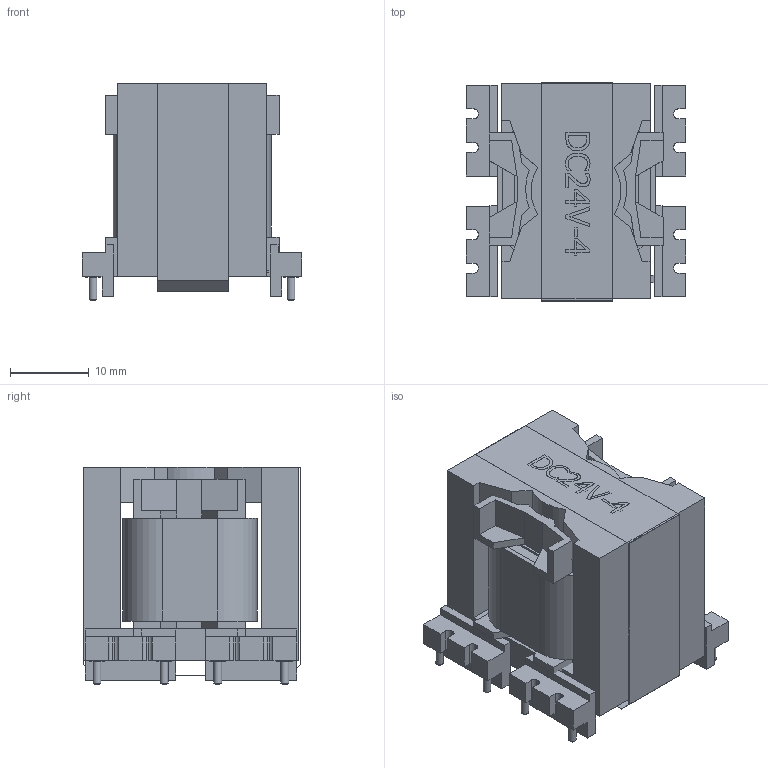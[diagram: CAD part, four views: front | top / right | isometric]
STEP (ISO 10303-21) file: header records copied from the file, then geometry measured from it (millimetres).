
FILE_DESCRIPTION(/* description */ (''),/* implementation_level */ '2;1');
FILE_NAME(/* name */ 'Transform dc24v-4.step',/* time_stamp */ '2024-03-29T17:48:18-04:00',/* author */ (''),/* organization */ (''),/* preprocessor_version */ 'ST-DEVELOPER v20',/* originating_system */ 'Autodesk Translation Framework v12.14.0.127',/* authorisation */ '');
FILE_SCHEMA (('AUTOMOTIVE_DESIGN { 1 0 10303 214 3 1 1 }'));
Length unit declared in the file: millimetre
Products named in the file (6): Transform dc24v-4; transform dc24v-4_1; PIN; PAPER TAP; coil; cover (1)
Assembly tree (13 placements, depth 2):
  Transform dc24v-4
    transform dc24v-4_1
    PIN  x8
    PAPER TAP
    coil
    cover (1)  x2
Bounding box: 27.8 x 27.6 x 27.62 mm (x, y, z)
Volume: 12428.5 mm3; surface area: 10371.4 mm2
Topology: 24 solids, 24 shells, 478 faces, 1158 edges, 756 vertices
Faces by surface type: plane 343, cylinder 84, bspline 35, cone 16
Full cylindrical faces by diameter (mm): 0.5 x24, 1 x8, 2 x8
Entity records: 11382 total; most frequent: CARTESIAN_POINT 2428, ORIENTED_EDGE 1844, DIRECTION 1649, EDGE_CURVE 922, LINE 741, VECTOR 741, VERTEX_POINT 603, AXIS2_PLACEMENT_3D 454
